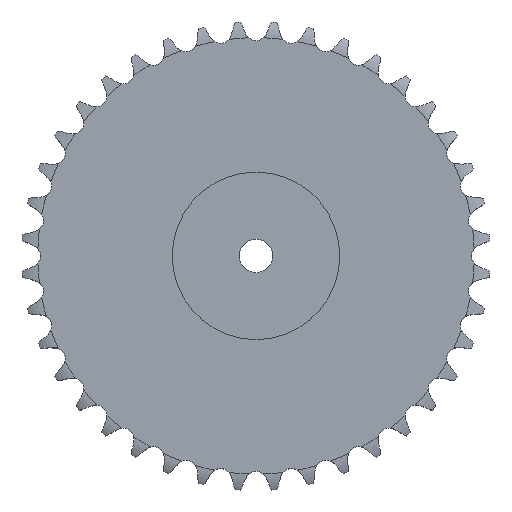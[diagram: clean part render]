
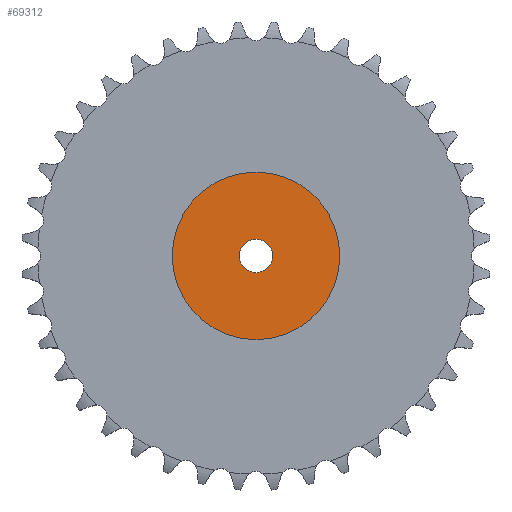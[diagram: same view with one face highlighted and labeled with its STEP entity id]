
A CAD part, top view. The second image highlights one B-rep face of the part: STEP entity #69312.
In plain terms, the highlighted planar face has unit normal (0, 0, 1).
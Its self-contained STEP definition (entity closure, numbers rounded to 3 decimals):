
#37281 = CYLINDRICAL_SURFACE('',#37282,15.);
#37282 = AXIS2_PLACEMENT_3D('',#37283,#37284,#37285);
#37283 = CARTESIAN_POINT('',(0.,0.,633.986));
#37284 = DIRECTION('',(0.,0.,1.));
#37285 = DIRECTION('',(1.,0.,0.));
#47533 = EDGE_CURVE('',#47534,#47534,#47536,.T.);
#47534 = VERTEX_POINT('',#47535);
#47535 = CARTESIAN_POINT('',(15.,0.,115.));
#47536 = SURFACE_CURVE('',#47537,(#47542,#47549),.PCURVE_S1.);
#47537 = CIRCLE('',#47538,15.);
#47538 = AXIS2_PLACEMENT_3D('',#47539,#47540,#47541);
#47539 = CARTESIAN_POINT('',(0.,0.,115.));
#47540 = DIRECTION('',(0.,0.,1.));
#47541 = DIRECTION('',(1.,0.,0.));
#47542 = PCURVE('',#37281,#47543);
#47543 = DEFINITIONAL_REPRESENTATION('',(#47544),#47548);
#47544 = LINE('',#47545,#47546);
#47545 = CARTESIAN_POINT('',(0.,-518.986));
#47546 = VECTOR('',#47547,1.);
#47547 = DIRECTION('',(1.,0.));
#47548 = ( GEOMETRIC_REPRESENTATION_CONTEXT(2) 
PARAMETRIC_REPRESENTATION_CONTEXT() REPRESENTATION_CONTEXT('2D SPACE',''
  ) );
#47549 = PCURVE('',#47550,#47555);
#47550 = PLANE('',#47551);
#47551 = AXIS2_PLACEMENT_3D('',#47552,#47553,#47554);
#47552 = CARTESIAN_POINT('',(0.,0.,115.
    ));
#47553 = DIRECTION('',(0.,0.,1.));
#47554 = DIRECTION('',(1.,0.,0.));
#47555 = DEFINITIONAL_REPRESENTATION('',(#47556),#47560);
#47556 = CIRCLE('',#47557,15.);
#47557 = AXIS2_PLACEMENT_2D('',#47558,#47559);
#47558 = CARTESIAN_POINT('',(0.,0.));
#47559 = DIRECTION('',(1.,0.));
#47560 = ( GEOMETRIC_REPRESENTATION_CONTEXT(2) 
PARAMETRIC_REPRESENTATION_CONTEXT() REPRESENTATION_CONTEXT('2D SPACE',''
  ) );
#69312 = ADVANCED_FACE('',(#69313,#69344),#47550,.T.);
#69313 = FACE_BOUND('',#69314,.T.);
#69314 = EDGE_LOOP('',(#69315));
#69315 = ORIENTED_EDGE('',*,*,#69316,.T.);
#69316 = EDGE_CURVE('',#69317,#69317,#69319,.T.);
#69317 = VERTEX_POINT('',#69318);
#69318 = CARTESIAN_POINT('',(75.,0.,115.));
#69319 = SURFACE_CURVE('',#69320,(#69325,#69332),.PCURVE_S1.);
#69320 = CIRCLE('',#69321,75.);
#69321 = AXIS2_PLACEMENT_3D('',#69322,#69323,#69324);
#69322 = CARTESIAN_POINT('',(0.,0.,115.));
#69323 = DIRECTION('',(0.,0.,1.));
#69324 = DIRECTION('',(1.,0.,0.));
#69325 = PCURVE('',#47550,#69326);
#69326 = DEFINITIONAL_REPRESENTATION('',(#69327),#69331);
#69327 = CIRCLE('',#69328,75.);
#69328 = AXIS2_PLACEMENT_2D('',#69329,#69330);
#69329 = CARTESIAN_POINT('',(0.,0.));
#69330 = DIRECTION('',(1.,0.));
#69331 = ( GEOMETRIC_REPRESENTATION_CONTEXT(2) 
PARAMETRIC_REPRESENTATION_CONTEXT() REPRESENTATION_CONTEXT('2D SPACE',''
  ) );
#69332 = PCURVE('',#69333,#69338);
#69333 = CYLINDRICAL_SURFACE('',#69334,75.);
#69334 = AXIS2_PLACEMENT_3D('',#69335,#69336,#69337);
#69335 = CARTESIAN_POINT('',(0.,0.,0.));
#69336 = DIRECTION('',(-0.,-0.,-1.));
#69337 = DIRECTION('',(1.,0.,0.));
#69338 = DEFINITIONAL_REPRESENTATION('',(#69339),#69343);
#69339 = LINE('',#69340,#69341);
#69340 = CARTESIAN_POINT('',(-0.,-115.));
#69341 = VECTOR('',#69342,1.);
#69342 = DIRECTION('',(-1.,0.));
#69343 = ( GEOMETRIC_REPRESENTATION_CONTEXT(2) 
PARAMETRIC_REPRESENTATION_CONTEXT() REPRESENTATION_CONTEXT('2D SPACE',''
  ) );
#69344 = FACE_BOUND('',#69345,.T.);
#69345 = EDGE_LOOP('',(#69346));
#69346 = ORIENTED_EDGE('',*,*,#47533,.F.);
